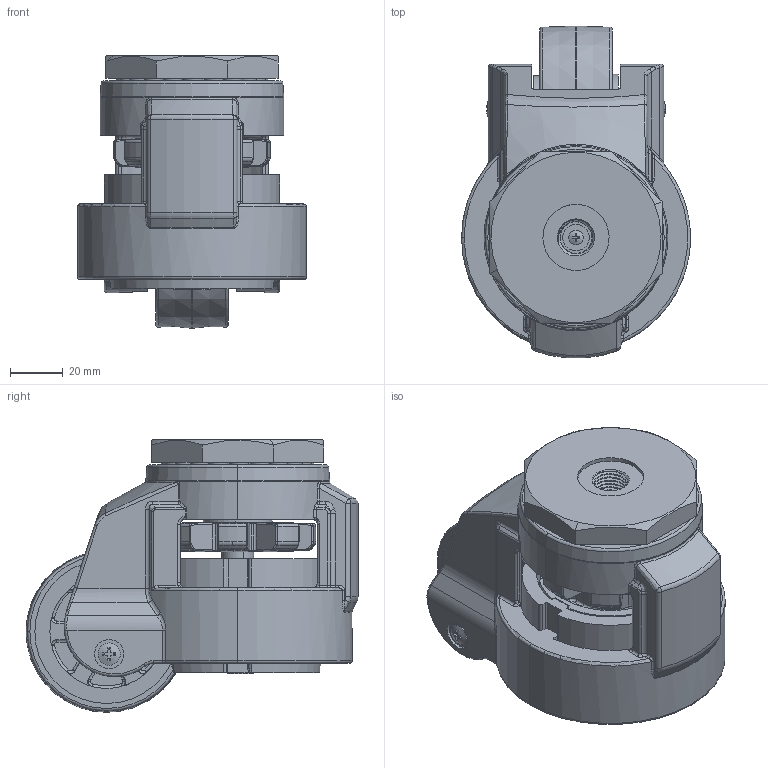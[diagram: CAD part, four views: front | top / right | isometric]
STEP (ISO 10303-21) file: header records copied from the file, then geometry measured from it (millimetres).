
FILE_DESCRIPTION (( 'STEP AP214' ), '1' );
FILE_NAME ('SK6-B60100S-E.STEP', '2024-03-21T03:29:09', ( '微软用户' ), ( '微软中国' ), 'SwSTEP 2.0', 'SolidWorks 2020', '' );
FILE_SCHEMA (( 'AUTOMOTIVE_DESIGN' ));
Length unit declared in the file: millimetre
Products named in the file (18): 6-B60100S-E-6; 6-B60100S-E-4; 6-B60100S-E-8; 6-B60100S-E-11; 6-B60100S-E-14; 6-B60100S-E-17; 6-B60100S-E-2; 6-B60100S-E-1; 6-B60100S-E-9; 6-B60100S-E-12; 6-B60100S-E-15; 6-B60100S-E-5; 6-B60100S-E-3; 6-B60100S-E-7; SK6-B60100S-E; 6-B60100S-E-10; 6-B60100S-E-13; 6-B60100S-E-16
Assembly tree (52 placements, depth 2):
  SK6-B60100S-E
    6-B60100S-E-5  x20
    6-B60100S-E-6
    6-B60100S-E-2
    6-B60100S-E-7
    6-B60100S-E-8  x16
    6-B60100S-E-9
    6-B60100S-E-10
    6-B60100S-E-11
    6-B60100S-E-12
    6-B60100S-E-13
    6-B60100S-E-14
    6-B60100S-E-15
    6-B60100S-E-16
    6-B60100S-E-17  x2
    6-B60100S-E-3
    6-B60100S-E-4
    6-B60100S-E-1
Bounding box: 86.5 x 125.44 x 103.02 mm (x, y, z)
Volume: 412617.8 mm3; surface area: 126627.6 mm2
Topology: 52 solids, 52 shells, 1365 faces, 3445 edges, 2129 vertices
Faces by surface type: cylinder 422, plane 280, bspline 265, torus 254, sphere 76, cone 68
Entity records: 48357 total; most frequent: CARTESIAN_POINT 18925, ORIENTED_EDGE 6228, DIRECTION 5927, EDGE_CURVE 3114, AXIS2_PLACEMENT_3D 2488, VERTEX_POINT 1901, CIRCLE 1430, EDGE_LOOP 1313
